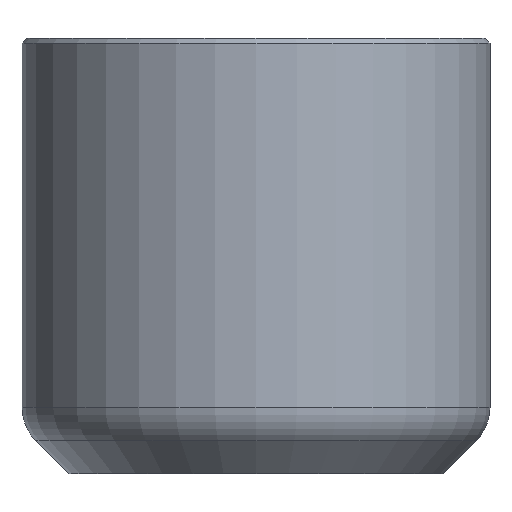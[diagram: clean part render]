
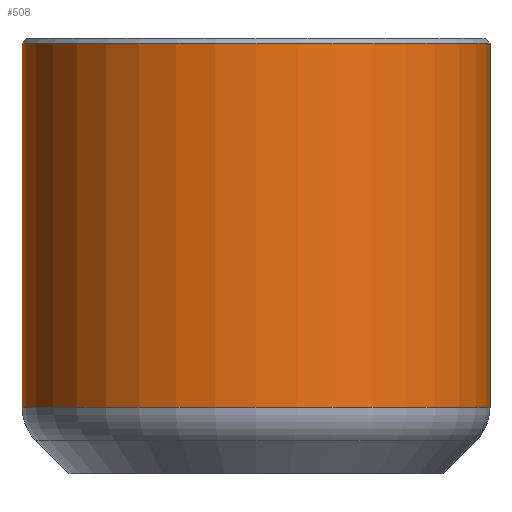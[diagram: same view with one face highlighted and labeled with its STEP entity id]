
A CAD part, left-side view. The second image highlights one B-rep face of the part: STEP entity #508.
In plain terms, the highlighted cylindrical face has radius 20 mm (diameter 40 mm), a partial arc.
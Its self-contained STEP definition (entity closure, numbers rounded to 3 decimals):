
#52=LINE('',#883,#82);
#55=LINE('',#889,#85);
#82=VECTOR('',#699,10.);
#85=VECTOR('',#704,10.);
#101=CYLINDRICAL_SURFACE('',#567,20.);
#125=FACE_OUTER_BOUND('',#163,.T.);
#163=EDGE_LOOP('',(#409,#410,#411,#412));
#203=CIRCLE('',#561,20.);
#205=CIRCLE('',#568,20.);
#244=VERTEX_POINT('',#866);
#245=VERTEX_POINT('',#868);
#248=VERTEX_POINT('',#882);
#250=VERTEX_POINT('',#888);
#297=EDGE_CURVE('',#244,#245,#203,.T.);
#304=EDGE_CURVE('',#248,#245,#52,.T.);
#307=EDGE_CURVE('',#244,#250,#55,.T.);
#308=EDGE_CURVE('',#248,#250,#205,.T.);
#409=ORIENTED_EDGE('',*,*,#297,.F.);
#410=ORIENTED_EDGE('',*,*,#307,.T.);
#411=ORIENTED_EDGE('',*,*,#308,.F.);
#412=ORIENTED_EDGE('',*,*,#304,.T.);
#508=ADVANCED_FACE('',(#125),#101,.T.);
#561=AXIS2_PLACEMENT_3D('',#869,#682,#683);
#567=AXIS2_PLACEMENT_3D('',#887,#702,#703);
#568=AXIS2_PLACEMENT_3D('',#890,#705,#706);
#682=DIRECTION('center_axis',(0.,0.,1.));
#683=DIRECTION('ref_axis',(-0.707,0.707,0.));
#699=DIRECTION('',(0.,0.,1.));
#702=DIRECTION('center_axis',(0.,0.,1.));
#703=DIRECTION('ref_axis',(-0.707,0.707,0.));
#704=DIRECTION('',(0.,0.,-1.));
#705=DIRECTION('center_axis',(0.,0.,-1.));
#706=DIRECTION('ref_axis',(-1.,0.,0.));
#866=CARTESIAN_POINT('',(20.,40.,36.8));
#868=CARTESIAN_POINT('',(20.,0.,36.8));
#869=CARTESIAN_POINT('Origin',(20.,20.,36.8));
#882=CARTESIAN_POINT('',(20.,0.,5.657));
#883=CARTESIAN_POINT('',(20.,0.,0.));
#887=CARTESIAN_POINT('Origin',(20.,20.,0.));
#888=CARTESIAN_POINT('',(20.,40.,5.657));
#889=CARTESIAN_POINT('',(20.,40.,0.));
#890=CARTESIAN_POINT('Origin',(20.,20.,5.657));
